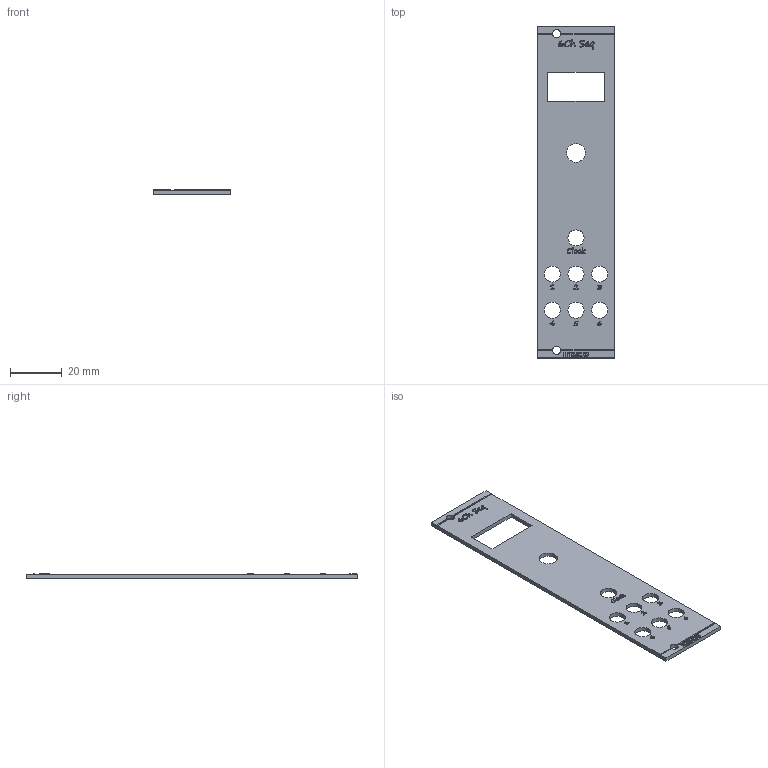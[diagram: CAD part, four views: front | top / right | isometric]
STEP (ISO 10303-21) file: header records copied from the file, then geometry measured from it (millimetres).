
FILE_DESCRIPTION (( 'STEP AP214' ), '1' );
FILE_NAME ('HAGIWO 6Ch Trigger Sequencer Front.STEP', '2022-01-24T17:33:34', ( '' ), ( '' ), 'SwSTEP 2.0', 'SolidWorks 2020', '' );
FILE_SCHEMA (( 'AUTOMOTIVE_DESIGN' ));
Length unit declared in the file: millimetre
Products named in the file (1): HAGIWO 6Ch Trigger Sequencer Front
Bounding box: 30 x 128.5 x 1.7 mm (x, y, z)
Volume: 5340.2 mm3; surface area: 7601.4 mm2
Topology: 1 solids, 1 shells, 458 faces, 1275 edges, 850 vertices
Faces by surface type: bspline 320, plane 114, cylinder 24
Entity records: 33523 total; most frequent: CARTESIAN_POINT 19176, ORIENTED_EDGE 2550, EDGE_CURVE 1275, DIRECTION 961, VERTEX_POINT 850, B_SPLINE_CURVE_WITH_KNOTS 640, VECTOR 587, LINE 587
